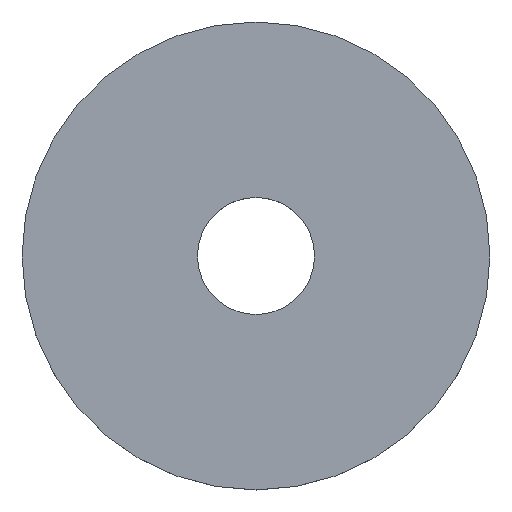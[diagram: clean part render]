
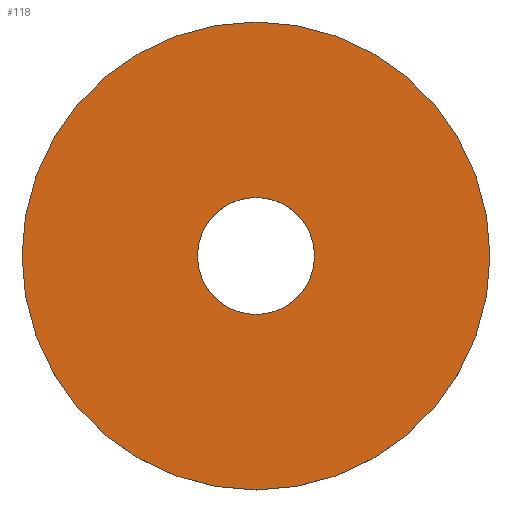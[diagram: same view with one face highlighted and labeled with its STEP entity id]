
A CAD part, top view. The second image highlights one B-rep face of the part: STEP entity #118.
In plain terms, the highlighted planar face has unit normal (0, 0, 1).
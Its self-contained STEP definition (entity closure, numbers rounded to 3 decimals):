
#10 = CIRCLE ( 'NONE', #112, 2.5 ) ;
#11 = CARTESIAN_POINT ( 'NONE',  ( 0., 2.5, 1.3 ) ) ;
#13 = DIRECTION ( 'NONE',  ( 0., 1., 0. ) ) ;
#14 = FACE_BOUND ( 'NONE', #55, .T. ) ;
#17 = EDGE_LOOP ( 'NONE', ( #45 ) ) ;
#27 = PLANE ( 'NONE',  #89 ) ;
#40 = EDGE_CURVE ( 'NONE', #124, #124, #10, .T. ) ;
#41 = DIRECTION ( 'NONE',  ( 0., 0., -1. ) ) ;
#45 = ORIENTED_EDGE ( 'NONE', *, *, #127, .F. ) ;
#47 = CIRCLE ( 'NONE', #158, 10. ) ;
#55 = EDGE_LOOP ( 'NONE', ( #84 ) ) ;
#64 = DIRECTION ( 'NONE',  ( 0., 0., 1. ) ) ;
#84 = ORIENTED_EDGE ( 'NONE', *, *, #40, .T. ) ;
#89 = AXIS2_PLACEMENT_3D ( 'NONE', #11, #64, #147 ) ;
#90 = CARTESIAN_POINT ( 'NONE',  ( 0., 10., 1.3 ) ) ;
#92 = DIRECTION ( 'NONE',  ( 0., 0., -1. ) ) ;
#108 = CARTESIAN_POINT ( 'NONE',  ( 0., 0., 1.3 ) ) ;
#109 = CARTESIAN_POINT ( 'NONE',  ( 0., 2.5, 1.3 ) ) ;
#111 = CARTESIAN_POINT ( 'NONE',  ( 0., 0., 1.3 ) ) ;
#112 = AXIS2_PLACEMENT_3D ( 'NONE', #111, #41, #13 ) ;
#118 = ADVANCED_FACE ( 'NONE', ( #14, #164 ), #27, .T. ) ;
#123 = VERTEX_POINT ( 'NONE', #90 ) ;
#124 = VERTEX_POINT ( 'NONE', #109 ) ;
#127 = EDGE_CURVE ( 'NONE', #123, #123, #47, .T. ) ;
#136 = DIRECTION ( 'NONE',  ( 0., 1., 0. ) ) ;
#147 = DIRECTION ( 'NONE',  ( 0., -1., 0. ) ) ;
#158 = AXIS2_PLACEMENT_3D ( 'NONE', #108, #92, #136 ) ;
#164 = FACE_OUTER_BOUND ( 'NONE', #17, .T. ) ;
